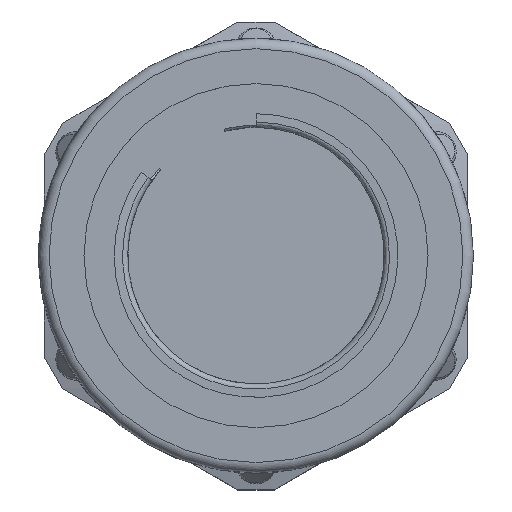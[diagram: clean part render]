
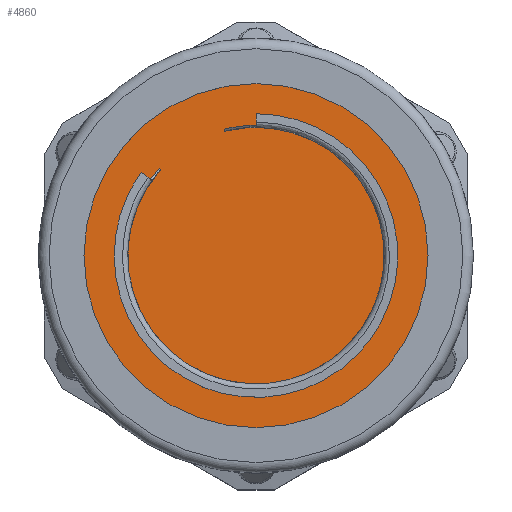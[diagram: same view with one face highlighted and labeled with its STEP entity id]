
A CAD part, top view. The second image highlights one B-rep face of the part: STEP entity #4860.
In plain terms, the highlighted planar face has unit normal (0, 0, 1).
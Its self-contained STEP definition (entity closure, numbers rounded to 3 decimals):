
#63=FACE_BOUND('',#842,.T.);
#283=PLANE('',#5202);
#550=FACE_OUTER_BOUND('',#841,.T.);
#841=EDGE_LOOP('',(#4525,#4526));
#842=EDGE_LOOP('',(#4527,#4528,#4529,#4530));
#1233=CIRCLE('',#5184,16.5);
#1234=CIRCLE('',#5185,16.5);
#1235=CIRCLE('',#5187,12.5);
#1236=CIRCLE('',#5190,12.3);
#1544=LINE('',#11505,#1857);
#1553=LINE('',#11530,#1866);
#1857=VECTOR('',#6132,10.);
#1866=VECTOR('',#6157,10.);
#2331=VERTEX_POINT('',#11416);
#2332=VERTEX_POINT('',#11418);
#2333=VERTEX_POINT('',#11422);
#2334=VERTEX_POINT('',#11423);
#2339=VERTEX_POINT('',#11463);
#2340=VERTEX_POINT('',#11464);
#3046=EDGE_CURVE('',#2332,#2331,#1233,.T.);
#3047=EDGE_CURVE('',#2331,#2332,#1234,.T.);
#3048=EDGE_CURVE('',#2333,#2334,#1235,.T.);
#3054=EDGE_CURVE('',#2339,#2340,#1236,.T.);
#3061=EDGE_CURVE('',#2340,#2333,#1544,.T.);
#3074=EDGE_CURVE('',#2334,#2339,#1553,.T.);
#4525=ORIENTED_EDGE('',*,*,#3046,.T.);
#4526=ORIENTED_EDGE('',*,*,#3047,.T.);
#4527=ORIENTED_EDGE('',*,*,#3061,.F.);
#4528=ORIENTED_EDGE('',*,*,#3054,.F.);
#4529=ORIENTED_EDGE('',*,*,#3074,.F.);
#4530=ORIENTED_EDGE('',*,*,#3048,.F.);
#4860=ADVANCED_FACE('',(#550,#63),#283,.T.);
#5184=AXIS2_PLACEMENT_3D('',#11419,#6111,#6112);
#5185=AXIS2_PLACEMENT_3D('',#11420,#6113,#6114);
#5187=AXIS2_PLACEMENT_3D('',#11424,#6117,#6118);
#5190=AXIS2_PLACEMENT_3D('',#11465,#6124,#6125);
#5202=AXIS2_PLACEMENT_3D('',#11862,#6160,#6161);
#6111=DIRECTION('center_axis',(0.,0.,1.));
#6112=DIRECTION('ref_axis',(1.,0.,0.));
#6113=DIRECTION('center_axis',(0.,0.,1.));
#6114=DIRECTION('ref_axis',(1.,0.,0.));
#6117=DIRECTION('center_axis',(0.,0.,1.));
#6118=DIRECTION('ref_axis',(-1.,0.,0.));
#6124=DIRECTION('center_axis',(0.,0.,-1.));
#6125=DIRECTION('ref_axis',(-1.,0.,0.));
#6132=DIRECTION('',(-0.809,0.588,0.));
#6157=DIRECTION('',(0.,-1.,0.));
#6160=DIRECTION('center_axis',(0.,0.,1.));
#6161=DIRECTION('ref_axis',(1.,0.,0.));
#11416=CARTESIAN_POINT('',(-16.5,0.,0.));
#11418=CARTESIAN_POINT('',(16.5,0.,0.));
#11419=CARTESIAN_POINT('Origin',(0.,0.,0.));
#11420=CARTESIAN_POINT('Origin',(0.,0.,0.));
#11422=CARTESIAN_POINT('',(-9.294,8.359,0.));
#11423=CARTESIAN_POINT('',(-3.,12.135,0.));
#11424=CARTESIAN_POINT('Origin',(0.,0.,0.));
#11463=CARTESIAN_POINT('',(-3.,11.929,0.));
#11464=CARTESIAN_POINT('',(-9.131,8.241,0.));
#11465=CARTESIAN_POINT('Origin',(0.,0.,0.));
#11505=CARTESIAN_POINT('',(-4.283,4.719,0.));
#11530=CARTESIAN_POINT('',(-3.,6.239,0.));
#11862=CARTESIAN_POINT('Origin',(0.,0.,
0.));
